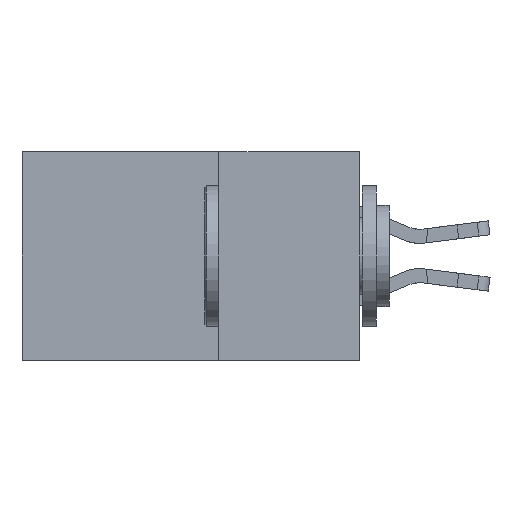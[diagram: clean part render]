
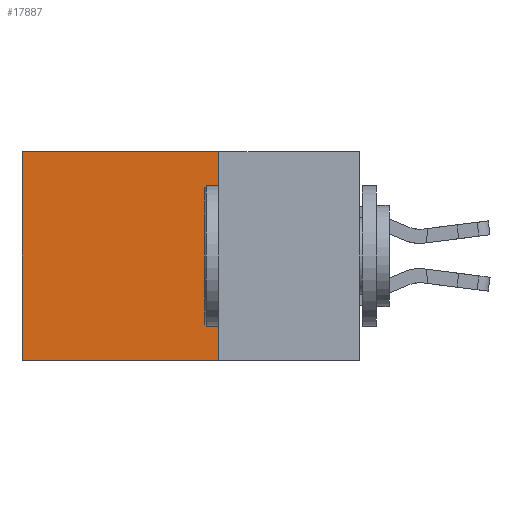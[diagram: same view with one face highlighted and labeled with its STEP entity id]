
A CAD part, left-side view. The second image highlights one B-rep face of the part: STEP entity #17887.
In plain terms, the highlighted planar face has unit normal (-1, 0, 0).
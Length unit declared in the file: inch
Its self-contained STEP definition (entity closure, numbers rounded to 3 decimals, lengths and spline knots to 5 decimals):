
#1076 = VECTOR ( 'NONE', #19025, 39.37008 ) ;
#1158 = PLANE ( 'NONE',  #28442 ) ;
#2292 = EDGE_CURVE ( 'NONE', #21527, #16961, #12781, .T. ) ;
#3303 = ORIENTED_EDGE ( 'NONE', *, *, #9201, .T. ) ;
#3477 = DIRECTION ( 'NONE',  ( 0., 0., -1. ) ) ;
#4474 = DIRECTION ( 'NONE',  ( 0., 1., 0. ) ) ;
#4702 = ORIENTED_EDGE ( 'NONE', *, *, #6198, .F. ) ;
#5112 = ORIENTED_EDGE ( 'NONE', *, *, #2292, .F. ) ;
#5323 = LINE ( 'NONE', #25041, #16824 ) ;
#5701 = CARTESIAN_POINT ( 'NONE',  ( 0.2875, 0.25, -0.37 ) ) ;
#6198 = EDGE_CURVE ( 'NONE', #15096, #21527, #5323, .T. ) ;
#7295 = CARTESIAN_POINT ( 'NONE',  ( 0.2875, 0.6, -0.37 ) ) ;
#8025 = DIRECTION ( 'NONE',  ( 0., 1., 0. ) ) ;
#9131 = CARTESIAN_POINT ( 'NONE',  ( 0.2875, 0.25, 0. ) ) ;
#9201 = EDGE_CURVE ( 'NONE', #15096, #19690, #13454, .T. ) ;
#11718 = CARTESIAN_POINT ( 'NONE',  ( 0.2875, 0.6, 0. ) ) ;
#12679 = CARTESIAN_POINT ( 'NONE',  ( 0.2875, 0.25, 0. ) ) ;
#12738 = VECTOR ( 'NONE', #4474, 39.37008 ) ;
#12781 = LINE ( 'NONE', #5701, #24796 ) ;
#13454 = LINE ( 'NONE', #9131, #12738 ) ;
#15085 = DIRECTION ( 'NONE',  ( 0., 0., -1. ) ) ;
#15096 = VERTEX_POINT ( 'NONE', #22421 ) ;
#15906 = CARTESIAN_POINT ( 'NONE',  ( 0.2875, 0.25, -0.37 ) ) ;
#16095 = EDGE_CURVE ( 'NONE', #19690, #16961, #25360, .T. ) ;
#16778 = CARTESIAN_POINT ( 'NONE',  ( 0.2875, 0.6, 0. ) ) ;
#16824 = VECTOR ( 'NONE', #15085, 39.37008 ) ;
#16961 = VERTEX_POINT ( 'NONE', #7295 ) ;
#17252 = DIRECTION ( 'NONE',  ( 1., 0., 0. ) ) ;
#17887 = ADVANCED_FACE ( 'NONE', ( #24543 ), #1158, .F. ) ;
#19025 = DIRECTION ( 'NONE',  ( 0., 0., -1. ) ) ;
#19690 = VERTEX_POINT ( 'NONE', #11718 ) ;
#21527 = VERTEX_POINT ( 'NONE', #15906 ) ;
#22421 = CARTESIAN_POINT ( 'NONE',  ( 0.2875, 0.25, 0. ) ) ;
#24234 = EDGE_LOOP ( 'NONE', ( #25916, #5112, #4702, #3303 ) ) ;
#24543 = FACE_OUTER_BOUND ( 'NONE', #24234, .T. ) ;
#24796 = VECTOR ( 'NONE', #8025, 39.37008 ) ;
#25041 = CARTESIAN_POINT ( 'NONE',  ( 0.2875, 0.25, 0. ) ) ;
#25360 = LINE ( 'NONE', #16778, #1076 ) ;
#25916 = ORIENTED_EDGE ( 'NONE', *, *, #16095, .T. ) ;
#28442 = AXIS2_PLACEMENT_3D ( 'NONE', #12679, #17252, #3477 ) ;
